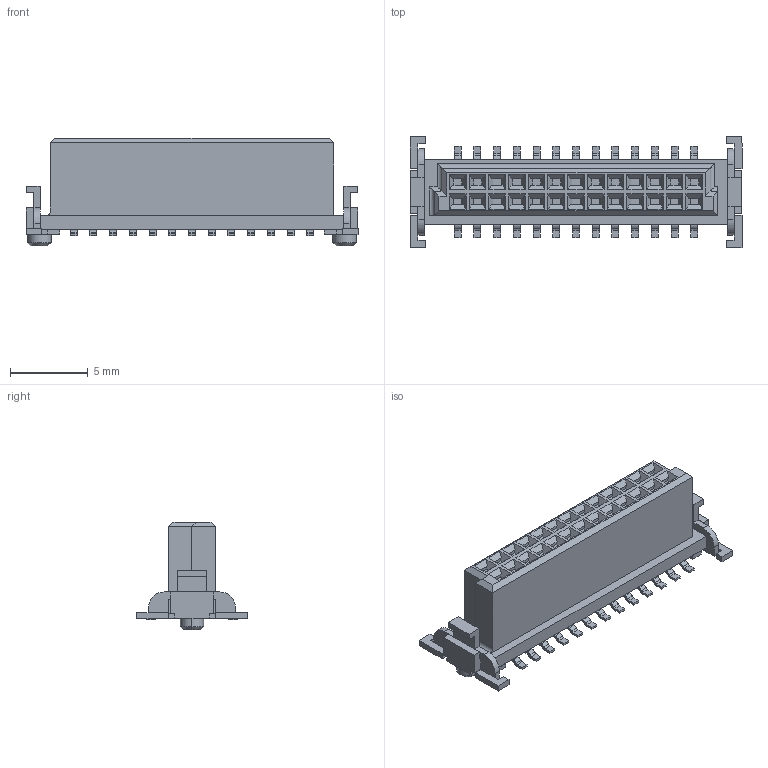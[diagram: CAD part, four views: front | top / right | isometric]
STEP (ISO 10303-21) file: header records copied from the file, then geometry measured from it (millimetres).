
FILE_DESCRIPTION((''),'2;1');
FILE_NAME('ERNI_064317.stp','2011-09-28T12:53:06',(''),(''),'Mechanical Desktop 2011','Mechanical Desktop 2011',', , ');
FILE_SCHEMA(('AUTOMOTIVE_DESIGN { 1 2 10303 214 1 1 1 1 }'));
Length unit declared in the file: millimetre
Products named in the file (1): Product
Bounding box: 21.39 x 7.2 x 6.95 mm (x, y, z)
Volume: 361.2 mm3; surface area: 765.9 mm2
Topology: 40 solids, 40 shells, 706 faces, 1785 edges, 1183 vertices
Faces by surface type: plane 364, bspline 252, cylinder 88, cone 2
Entity records: 22173 total; most frequent: CARTESIAN_POINT 5607, ORIENTED_EDGE 3570, DIRECTION 3034, EDGE_CURVE 1785, VECTOR 1446, LINE 1446, VERTEX_POINT 1183, AXIS2_PLACEMENT_3D 794
